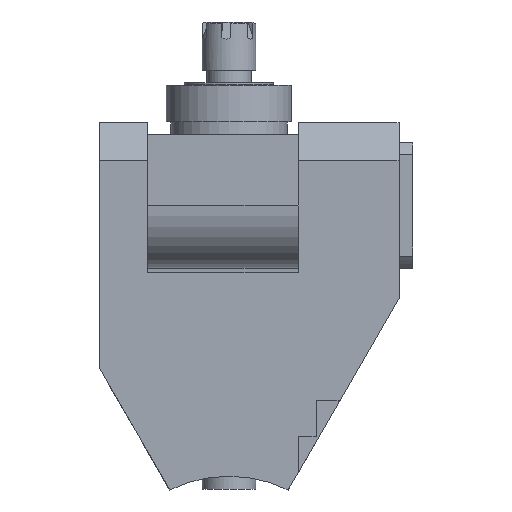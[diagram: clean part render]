
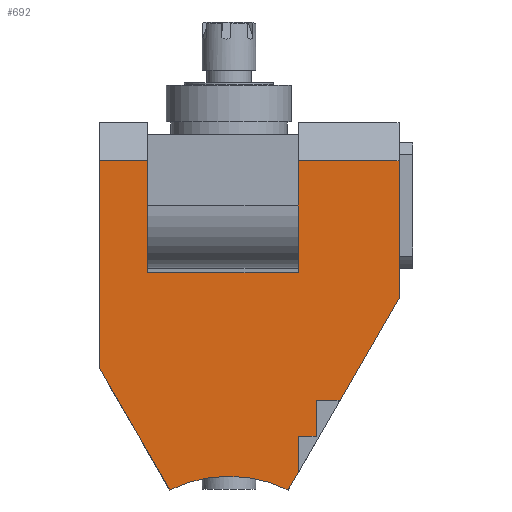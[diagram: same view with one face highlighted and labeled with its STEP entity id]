
A CAD part, left-side view. The second image highlights one B-rep face of the part: STEP entity #692.
In plain terms, the highlighted planar face has unit normal (-1, 0, 0).
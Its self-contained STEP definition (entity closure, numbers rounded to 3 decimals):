
#87=FACE_OUTER_BOUND('',#974,.T.);
#196=PLANE('',#2384);
#295=LINE('',#3293,#498);
#296=LINE('',#3296,#499);
#297=LINE('',#3298,#500);
#298=LINE('',#3300,#501);
#299=LINE('',#3302,#502);
#300=LINE('',#3304,#503);
#301=LINE('',#3306,#504);
#302=LINE('',#3307,#505);
#303=LINE('',#3309,#506);
#304=LINE('',#3311,#507);
#305=LINE('',#3313,#508);
#306=LINE('',#3315,#509);
#307=LINE('',#3317,#510);
#308=LINE('',#3319,#511);
#498=VECTOR('',#2623,1.);
#499=VECTOR('',#2624,1.);
#500=VECTOR('',#2625,1.);
#501=VECTOR('',#2626,1.);
#502=VECTOR('',#2627,1.);
#503=VECTOR('',#2628,1.);
#504=VECTOR('',#2629,1.);
#505=VECTOR('',#2630,1.);
#506=VECTOR('',#2631,1.);
#507=VECTOR('',#2632,1.);
#508=VECTOR('',#2633,1.);
#509=VECTOR('',#2634,1.);
#510=VECTOR('',#2635,1.);
#511=VECTOR('',#2636,1.);
#692=ADVANCED_FACE('',(#87),#196,.F.);
#848=CIRCLE('',#2381,30.);
#974=EDGE_LOOP('',(#1139,#1140,#1141,#1142,#1143,#1144,#1145,#1146,#1147,
#1148,#1149,#1150,#1151,#1152,#1153));
#1139=ORIENTED_EDGE('',*,*,#2024,.F.);
#1140=ORIENTED_EDGE('',*,*,#2025,.F.);
#1141=ORIENTED_EDGE('',*,*,#2026,.T.);
#1142=ORIENTED_EDGE('',*,*,#2027,.T.);
#1143=ORIENTED_EDGE('',*,*,#2028,.F.);
#1144=ORIENTED_EDGE('',*,*,#2029,.T.);
#1145=ORIENTED_EDGE('',*,*,#2030,.T.);
#1146=ORIENTED_EDGE('',*,*,#2012,.F.);
#1147=ORIENTED_EDGE('',*,*,#2031,.F.);
#1148=ORIENTED_EDGE('',*,*,#2032,.T.);
#1149=ORIENTED_EDGE('',*,*,#2033,.F.);
#1150=ORIENTED_EDGE('',*,*,#2034,.T.);
#1151=ORIENTED_EDGE('',*,*,#2035,.T.);
#1152=ORIENTED_EDGE('',*,*,#2036,.T.);
#1153=ORIENTED_EDGE('',*,*,#2037,.F.);
#1786=VERTEX_POINT('',#3267);
#1787=VERTEX_POINT('',#3269);
#1798=VERTEX_POINT('',#3294);
#1799=VERTEX_POINT('',#3295);
#1800=VERTEX_POINT('',#3297);
#1801=VERTEX_POINT('',#3299);
#1802=VERTEX_POINT('',#3301);
#1803=VERTEX_POINT('',#3303);
#1804=VERTEX_POINT('',#3305);
#1805=VERTEX_POINT('',#3308);
#1806=VERTEX_POINT('',#3310);
#1807=VERTEX_POINT('',#3312);
#1808=VERTEX_POINT('',#3314);
#1809=VERTEX_POINT('',#3316);
#1810=VERTEX_POINT('',#3318);
#2012=EDGE_CURVE('',#1786,#1787,#848,.T.);
#2024=EDGE_CURVE('',#1798,#1799,#295,.T.);
#2025=EDGE_CURVE('',#1800,#1798,#296,.T.);
#2026=EDGE_CURVE('',#1800,#1801,#297,.T.);
#2027=EDGE_CURVE('',#1801,#1802,#298,.T.);
#2028=EDGE_CURVE('',#1803,#1802,#299,.T.);
#2029=EDGE_CURVE('',#1803,#1804,#300,.T.);
#2030=EDGE_CURVE('',#1804,#1787,#301,.T.);
#2031=EDGE_CURVE('',#1805,#1786,#302,.T.);
#2032=EDGE_CURVE('',#1805,#1806,#303,.T.);
#2033=EDGE_CURVE('',#1807,#1806,#304,.T.);
#2034=EDGE_CURVE('',#1807,#1808,#305,.T.);
#2035=EDGE_CURVE('',#1808,#1809,#306,.T.);
#2036=EDGE_CURVE('',#1809,#1810,#307,.T.);
#2037=EDGE_CURVE('',#1799,#1810,#308,.T.);
#2381=AXIS2_PLACEMENT_3D('',#3268,#2606,#2607);
#2384=AXIS2_PLACEMENT_3D('',#3320,#2637,#2638);
#2606=DIRECTION('',(-1.,0.,0.));
#2607=DIRECTION('',(0.,1.,0.));
#2623=DIRECTION('',(0.,-1.,0.));
#2624=DIRECTION('',(0.,0.,1.));
#2625=DIRECTION('',(0.,1.,0.));
#2626=DIRECTION('',(0.,0.,1.));
#2627=DIRECTION('',(0.,-1.,0.));
#2628=DIRECTION('',(0.,0.,-1.));
#2629=DIRECTION('',(0.,-0.5,-0.866));
#2630=DIRECTION('',(0.,0.5,-0.866));
#2631=DIRECTION('',(0.,0.,1.));
#2632=DIRECTION('',(0.,1.,0.));
#2633=DIRECTION('',(0.,0.,1.));
#2634=DIRECTION('',(0.,-1.,0.));
#2635=DIRECTION('',(0.,-0.5,0.866));
#2636=DIRECTION('',(0.,0.,-1.));
#2637=DIRECTION('',(1.,0.,0.));
#2638=DIRECTION('',(0.,-1.,0.));
#3267=CARTESIAN_POINT('',(-50.,-13.235,-48.077));
#3268=CARTESIAN_POINT('',(-50.,0.,-75.));
#3269=CARTESIAN_POINT('',(-50.,13.235,-48.077));
#3293=CARTESIAN_POINT('',(-50.,-38.,25.51));
#3294=CARTESIAN_POINT('',(-50.,-15.5,25.51));
#3295=CARTESIAN_POINT('',(-50.,-38.,25.51));
#3296=CARTESIAN_POINT('',(-50.,-15.5,-36.09));
#3297=CARTESIAN_POINT('',(-50.,-15.5,0.5));
#3298=CARTESIAN_POINT('',(-50.,-50.,0.5));
#3299=CARTESIAN_POINT('',(-50.,18.2,0.5));
#3300=CARTESIAN_POINT('',(-50.,18.2,0.5));
#3301=CARTESIAN_POINT('',(-50.,18.2,25.5));
#3302=CARTESIAN_POINT('',(-50.,287.1,25.5));
#3303=CARTESIAN_POINT('',(-50.,29.,25.5));
#3304=CARTESIAN_POINT('',(-50.,29.,0.5));
#3305=CARTESIAN_POINT('',(-50.,29.,-20.771));
#3306=CARTESIAN_POINT('',(-50.,35.826,-8.947));
#3307=CARTESIAN_POINT('',(-50.,-35.826,-8.947));
#3308=CARTESIAN_POINT('',(-50.,-15.5,-44.153));
#3309=CARTESIAN_POINT('',(-50.,-15.5,0.5));
#3310=CARTESIAN_POINT('',(-50.,-15.5,-36.09));
#3311=CARTESIAN_POINT('',(-50.,287.1,-36.09));
#3312=CARTESIAN_POINT('',(-50.,-19.5,-36.09));
#3313=CARTESIAN_POINT('',(-50.,-19.5,-36.09));
#3314=CARTESIAN_POINT('',(-50.,-19.5,-27.99));
#3315=CARTESIAN_POINT('',(-50.,-38.,-27.99));
#3316=CARTESIAN_POINT('',(-50.,-24.836,-27.99));
#3317=CARTESIAN_POINT('',(-50.,-28.127,-22.29));
#3318=CARTESIAN_POINT('',(-50.,-38.,-5.19));
#3319=CARTESIAN_POINT('',(-50.,-38.,-27.99));
#3320=CARTESIAN_POINT('',(-50.,287.1,0.5));
